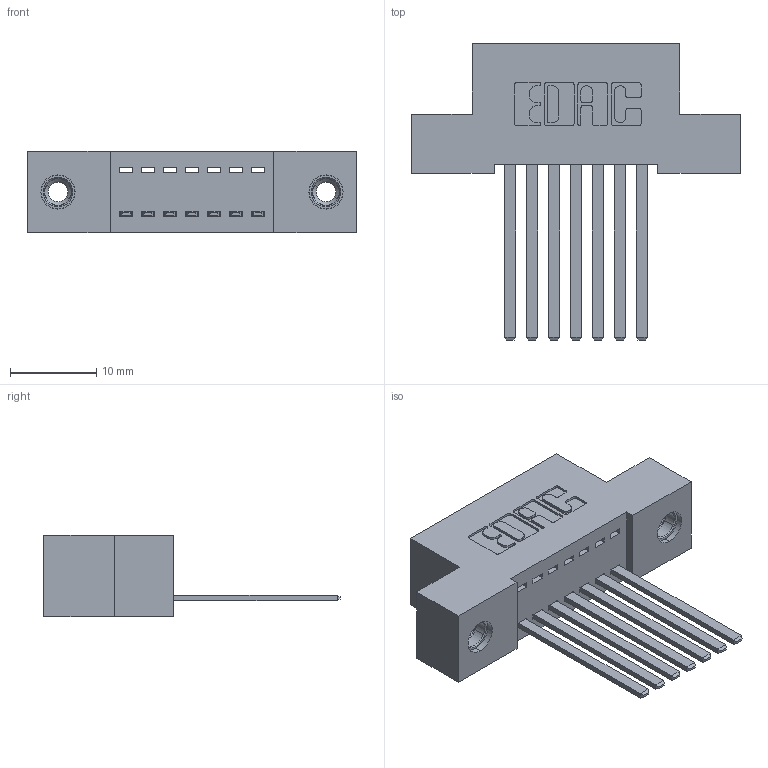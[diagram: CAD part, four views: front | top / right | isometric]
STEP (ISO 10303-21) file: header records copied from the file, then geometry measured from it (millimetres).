
FILE_DESCRIPTION (( 'STEP AP203' ), '1' );
FILE_NAME ('342-007-544-108.STEP', '2019-10-01T12:56:37', ( '' ), ( '' ), 'SwSTEP 2.0', 'SolidWorks 2016', '' );
FILE_SCHEMA (( 'CONFIG_CONTROL_DESIGN' ));
Length unit declared in the file: inch
Products named in the file (4): 345-250-001_345-250-003-102; 342-007-544-108; 342 Part_TI; 345-292-001_345-293-144
Assembly tree (10 placements, depth 2):
  342-007-544-108
    342 Part_TI
    345-292-001_345-293-144  x7
    345-250-001_345-250-003-102  x2
Bounding box: 38.1 x 34.3 x 9.4 mm (x, y, z)
Volume: 3287.1 mm3; surface area: 4422 mm2
Topology: 10 solids, 10 shells, 534 faces, 1541 edges, 1010 vertices
Faces by surface type: plane 364, cylinder 154, cone 12, torus 4
Entity records: 9676 total; most frequent: CARTESIAN_POINT 1654, ORIENTED_EDGE 1590, DIRECTION 1495, EDGE_CURVE 795, VECTOR 651, LINE 651, VERTEX_POINT 524, AXIS2_PLACEMENT_3D 422
